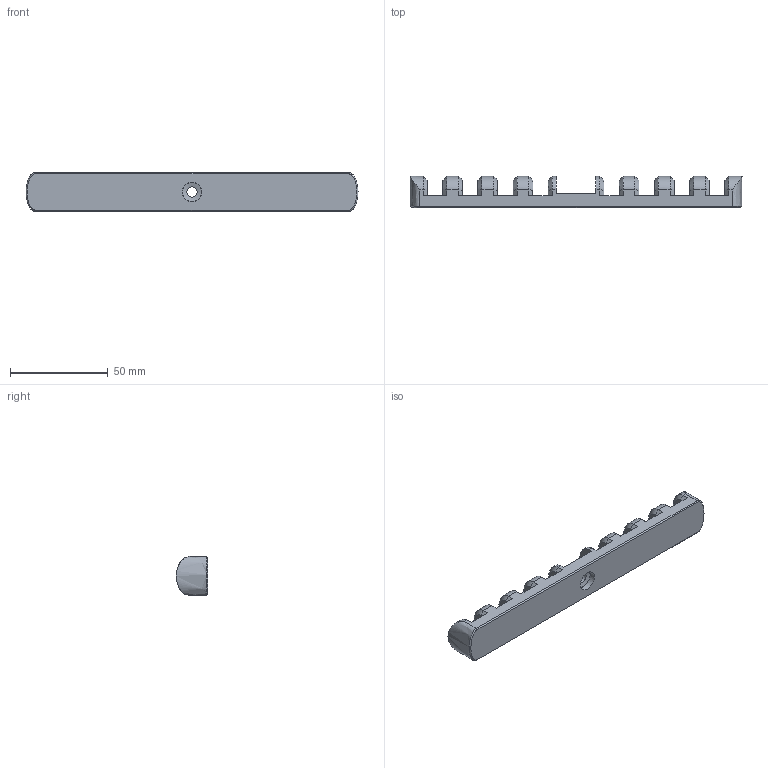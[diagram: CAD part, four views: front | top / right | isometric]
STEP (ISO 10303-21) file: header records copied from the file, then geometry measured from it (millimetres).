
FILE_DESCRIPTION(/* description */ (''),/* implementation_level */ '2;1');
FILE_NAME(/* name */ 'Panel Rest v3.step',/* time_stamp */ '2019-08-11T08:54:04+02:00',/* author */ (''),/* organization */ (''),/* preprocessor_version */ 'ST-DEVELOPER v18',/* originating_system */ 'Autodesk Translation Framework v8.2.0.1029',/* authorisation */ '');
FILE_SCHEMA (('AUTOMOTIVE_DESIGN { 1 0 10303 214 3 1 1 }'));
Length unit declared in the file: millimetre
Products named in the file (3): Panel Rest; Printed Part; Component2
Assembly tree (2 placements, depth 3):
  Panel Rest
    Printed Part
      Component2
Bounding box: 170 x 16 x 20 mm (x, y, z)
Volume: 33399.2 mm3; surface area: 12755.5 mm2
Topology: 1 solids, 1 shells, 98 faces, 248 edges, 153 vertices
Faces by surface type: plane 65, bspline 30, cylinder 2, cone 1
Full cylindrical faces by diameter (mm): 5.3 x1, 10.2 x1
Entity records: 3882 total; most frequent: CARTESIAN_POINT 1638, ORIENTED_EDGE 496, DIRECTION 367, EDGE_CURVE 248, LINE 203, VECTOR 203, VERTEX_POINT 153, EDGE_LOOP 101
